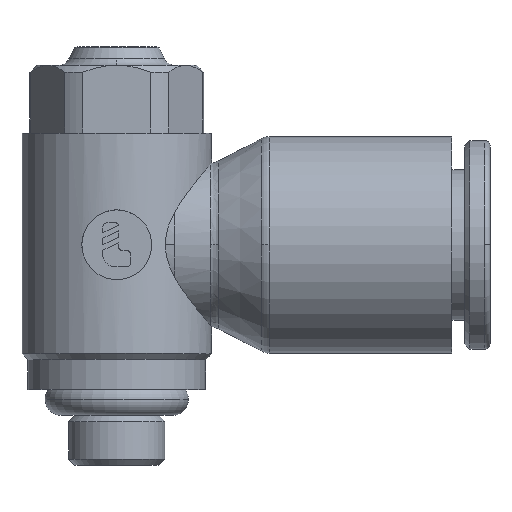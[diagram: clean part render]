
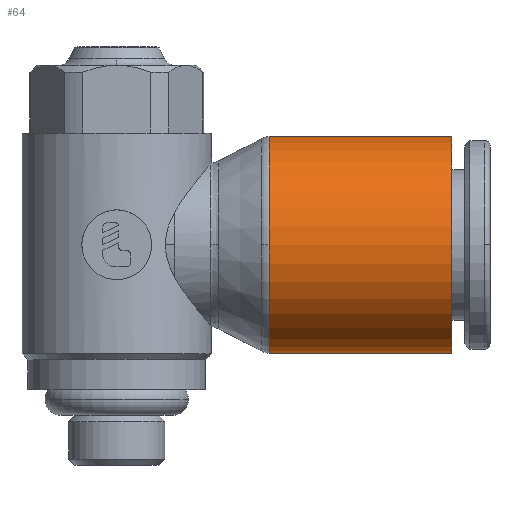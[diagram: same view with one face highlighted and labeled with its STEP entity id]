
A CAD part, top view. The second image highlights one B-rep face of the part: STEP entity #64.
In plain terms, the highlighted cylindrical face has radius 5.425 mm (diameter 10.85 mm), a partial arc.
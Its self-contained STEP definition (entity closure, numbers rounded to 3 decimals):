
#64=ADVANCED_FACE('',(#190),#191,.T.);
#190=FACE_OUTER_BOUND('',#420,.T.);
#191=CYLINDRICAL_SURFACE('',#421,5.425);
#420=EDGE_LOOP('',(#751,#752,#753,#754,#755));
#421=AXIS2_PLACEMENT_3D('',#756,#757,#758);
#751=ORIENTED_EDGE('',*,*,#1552,.F.);
#752=ORIENTED_EDGE('',*,*,#1553,.T.);
#753=ORIENTED_EDGE('',*,*,#1554,.T.);
#754=ORIENTED_EDGE('',*,*,#1555,.F.);
#755=ORIENTED_EDGE('',*,*,#1556,.F.);
#756=CARTESIAN_POINT('',(12.225,5.75,0.0));
#757=DIRECTION('',(1.0,0.0,0.0));
#758=DIRECTION('',(0.0,1.0,0.0));
#1552=EDGE_CURVE('',#1907,#1908,#1909,.T.);
#1553=EDGE_CURVE('',#1907,#1910,#1911,.T.);
#1554=EDGE_CURVE('',#1910,#1912,#1913,.T.);
#1555=EDGE_CURVE('',#1914,#1912,#1915,.T.);
#1556=EDGE_CURVE('',#1908,#1914,#1916,.T.);
#1907=VERTEX_POINT('',#2487);
#1908=VERTEX_POINT('',#2488);
#1909=LINE('',#2489,#2490);
#1910=VERTEX_POINT('',#2491);
#1911=CIRCLE('',#2492,5.425);
#1912=VERTEX_POINT('',#2493);
#1913=CIRCLE('',#2494,5.425);
#1914=VERTEX_POINT('',#2495);
#1915=LINE('',#2496,#2497);
#1916=CIRCLE('',#2498,5.425);
#2487=CARTESIAN_POINT('',(7.65,11.175,0.0));
#2488=CARTESIAN_POINT('',(16.8,11.175,0.0));
#2489=CARTESIAN_POINT('',(12.225,11.175,0.));
#2490=VECTOR('',#3348,1.0);
#2491=CARTESIAN_POINT('',(7.65,5.75,5.425));
#2492=AXIS2_PLACEMENT_3D('',#3349,#3350,#3351);
#2493=CARTESIAN_POINT('',(7.65,0.325,0.));
#2494=AXIS2_PLACEMENT_3D('',#3352,#3353,#3354);
#2495=CARTESIAN_POINT('',(16.8,0.325,0.));
#2496=CARTESIAN_POINT('',(12.225,0.325,0.));
#2497=VECTOR('',#3355,1.0);
#2498=AXIS2_PLACEMENT_3D('',#3356,#3357,#3358);
#3348=DIRECTION('',(1.0,0.0,0.0));
#3349=CARTESIAN_POINT('',(7.65,5.75,0.0));
#3350=DIRECTION('',(1.0,0.0,0.0));
#3351=DIRECTION('',(0.0,1.0,0.0));
#3352=CARTESIAN_POINT('',(7.65,5.75,0.0));
#3353=DIRECTION('',(1.0,0.0,0.0));
#3354=DIRECTION('',(0.0,1.0,0.0));
#3355=DIRECTION('',(-1.0,-0.0,-0.0));
#3356=CARTESIAN_POINT('',(16.8,5.75,0.0));
#3357=DIRECTION('',(1.0,0.0,0.0));
#3358=DIRECTION('',(0.0,1.0,0.0));
